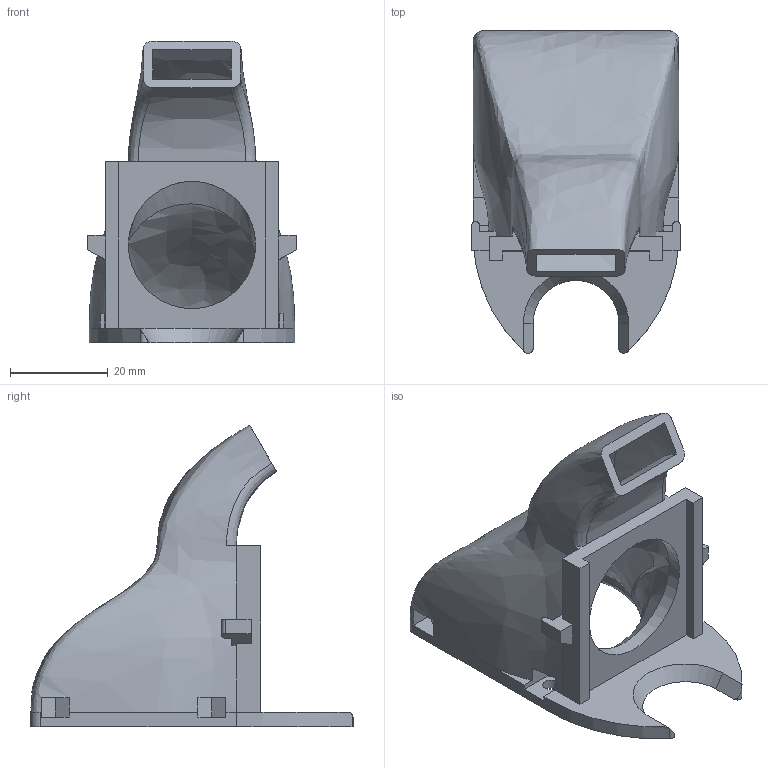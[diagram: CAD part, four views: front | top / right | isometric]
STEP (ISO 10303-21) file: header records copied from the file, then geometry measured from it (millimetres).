
FILE_DESCRIPTION(/* description */ (''),/* implementation_level */ '2;1');
FILE_NAME(/* name */ '40mm-Fan-Shroud.step',/* time_stamp */ '2020-04-14T13:43:20-04:00',/* author */ (''),/* organization */ (''),/* preprocessor_version */ 'ST-DEVELOPER v18',/* originating_system */ 'Autodesk Translation Framework v8.12.0.6',/* authorisation */ '');
FILE_SCHEMA (('AUTOMOTIVE_DESIGN { 1 0 10303 214 3 1 1 }'));
Length unit declared in the file: millimetre
Products named in the file (1): 40mm Fan Shroud
Bounding box: 42.5 x 65.87 x 61.65 mm (x, y, z)
Volume: 24818.7 mm3; surface area: 15316.9 mm2
Topology: 1 solids, 1 shells, 95 faces, 275 edges, 185 vertices
Faces by surface type: plane 64, cylinder 18, bspline 11, torus 1, cone 1
Full cylindrical faces by diameter (mm): 3.5 x8, 26 x1, 37 x1
Entity records: 4862 total; most frequent: CARTESIAN_POINT 2387, ORIENTED_EDGE 550, DIRECTION 442, EDGE_CURVE 275, VERTEX_POINT 185, LINE 160, VECTOR 160, AXIS2_PLACEMENT_3D 141
